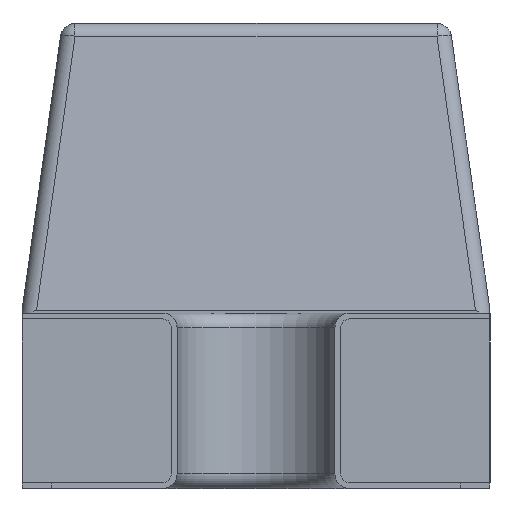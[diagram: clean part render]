
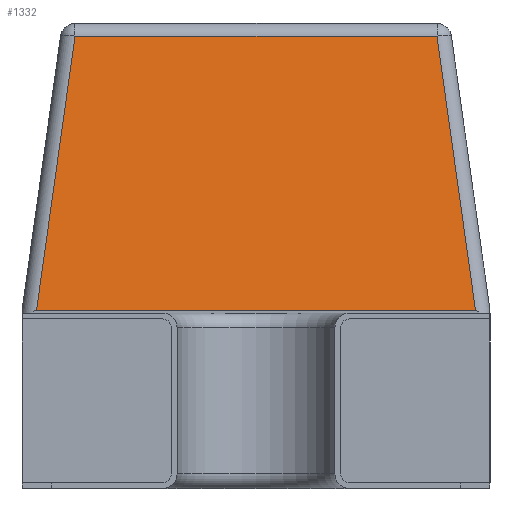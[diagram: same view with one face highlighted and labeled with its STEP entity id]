
A CAD part, left-side view. The second image highlights one B-rep face of the part: STEP entity #1332.
In plain terms, the highlighted planar face has unit normal (-0.99, 0, 0.139).
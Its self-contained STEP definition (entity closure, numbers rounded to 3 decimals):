
#137=FACE_OUTER_BOUND('',#210,.T.);
#210=EDGE_LOOP('',(#1076,#1077,#1078,#1079));
#347=LINE('',#2205,#480);
#348=LINE('',#2207,#481);
#349=LINE('',#2209,#482);
#350=LINE('',#2210,#483);
#480=VECTOR('',#1795,0.75);
#481=VECTOR('',#1796,0.478);
#482=VECTOR('',#1797,0.619);
#483=VECTOR('',#1798,0.478);
#607=VERTEX_POINT('',#2203);
#608=VERTEX_POINT('',#2204);
#609=VERTEX_POINT('',#2206);
#610=VERTEX_POINT('',#2208);
#773=EDGE_CURVE('',#607,#608,#347,.T.);
#774=EDGE_CURVE('',#608,#609,#348,.F.);
#775=EDGE_CURVE('',#609,#610,#349,.F.);
#776=EDGE_CURVE('',#610,#607,#350,.T.);
#1076=ORIENTED_EDGE('',*,*,#773,.T.);
#1077=ORIENTED_EDGE('',*,*,#774,.T.);
#1078=ORIENTED_EDGE('',*,*,#775,.T.);
#1079=ORIENTED_EDGE('',*,*,#776,.T.);
#1229=PLANE('',#1464);
#1332=ADVANCED_FACE('',(#137),#1229,.T.);
#1464=AXIS2_PLACEMENT_3D('',#2202,#1793,#1794);
#1793=DIRECTION('center_axis',(-0.99,0.,
0.139));
#1794=DIRECTION('ref_axis',(0.139,0.,0.99));
#1795=DIRECTION('',(0.,-1.,0.));
#1796=DIRECTION('',(-0.138,-0.138,-0.981));
#1797=DIRECTION('',(0.,-1.,0.));
#1798=DIRECTION('',(-0.138,0.138,-0.981));
#2202=CARTESIAN_POINT('Origin',(-0.431,0.,
0.795));
#2203=CARTESIAN_POINT('',(-0.5,0.375,0.305));
#2204=CARTESIAN_POINT('',(-0.5,-0.375,0.305));
#2205=CARTESIAN_POINT('',(-0.5,0.375,0.305));
#2206=CARTESIAN_POINT('',(-0.434,-0.309,0.773));
#2207=CARTESIAN_POINT('',(-0.434,-0.309,0.773));
#2208=CARTESIAN_POINT('',(-0.434,0.309,0.773));
#2209=CARTESIAN_POINT('',(-0.434,0.309,0.773));
#2210=CARTESIAN_POINT('',(-0.434,0.309,0.773));
